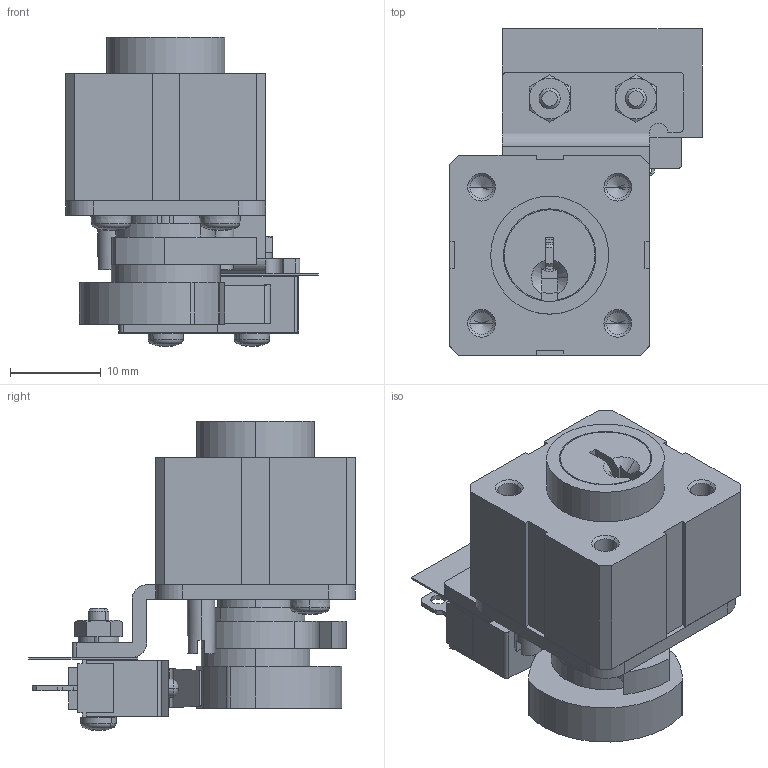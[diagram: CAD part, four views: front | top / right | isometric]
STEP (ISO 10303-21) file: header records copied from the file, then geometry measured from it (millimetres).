
FILE_DESCRIPTION (( 'STEP AP203' ), '1' );
FILE_NAME ('S-3-90-B-1.STEP', '2019-07-22T05:45:06', ( '' ), ( '' ), 'SwSTEP 2.0', 'SolidWorks 2014', '' );
FILE_SCHEMA (( 'CONFIG_CONTROL_DESIGN' ));
Length unit declared in the file: millimetre
Products named in the file (11): S-3-90-B-1_十字穴付小ねじ_内径基準ver1.02__M3x10十字穴付なべ小ねじ(鉄)ダブルセムス小形(P4); S-3-90-B-1_ナット_M2.3_; S-3-90-B-1_プラグ_; S-3-90-B-1_カム_; S-3-90-B-1_十字穴付なべ小ねじ_M2.3_; S-3-90-B-1_ケース_; S-3-90-B-1; S-3-90-B-1_マイクロスイッチ_; S-3-90-B-1_スプリングワッシャー_M2.3_; S-3-90-B-1_取付板_; S-3-90-B-1_ストッパー_
Assembly tree (13 placements, depth 2):
  S-3-90-B-1
    S-3-90-B-1_ケース_
    S-3-90-B-1_取付板_
    S-3-90-B-1_プラグ_
    S-3-90-B-1_ストッパー_
    S-3-90-B-1_カム_
    S-3-90-B-1_マイクロスイッチ_
    S-3-90-B-1_十字穴付小ねじ_内径基準ver1.02__M3x10十字穴付なべ小ねじ(鉄)ダブルセムス小形(P4)
    S-3-90-B-1_十字穴付なべ小ねじ_M2.3_  x2
    S-3-90-B-1_スプリングワッシャー_M2.3_  x2
    S-3-90-B-1_ナット_M2.3_  x2
Bounding box: 27.8 x 36 x 34.06 mm (x, y, z)
Volume: 11179.6 mm3; surface area: 9624.1 mm2
Topology: 13 solids, 13 shells, 572 faces, 1512 edges, 987 vertices
Faces by surface type: plane 351, cylinder 144, cone 53, sphere 12, torus 10, bspline 2
Entity records: 17561 total; most frequent: CARTESIAN_POINT 3241, ORIENTED_EDGE 2740, DIRECTION 2719, EDGE_CURVE 1370, AXIS2_PLACEMENT_3D 912, VERTEX_POINT 901, LINE 895, VECTOR 895
